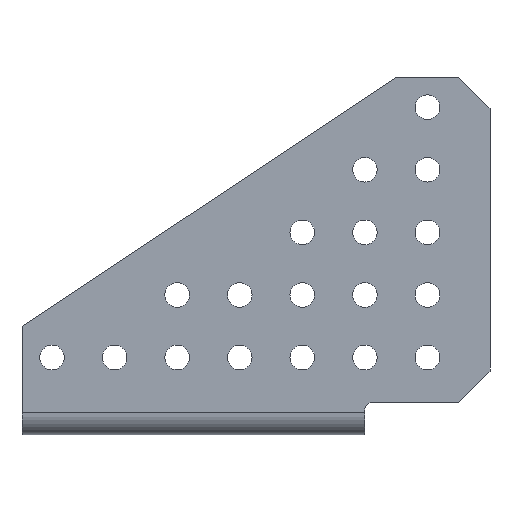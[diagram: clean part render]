
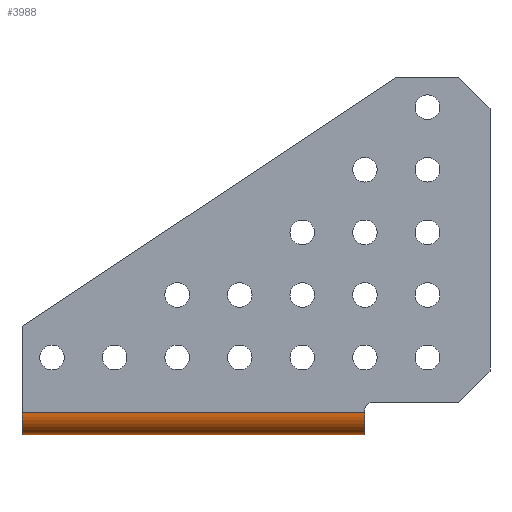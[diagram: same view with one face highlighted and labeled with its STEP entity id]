
A CAD part, left-side view. The second image highlights one B-rep face of the part: STEP entity #3988.
In plain terms, the highlighted cylindrical face has radius 4.5 mm (diameter 9 mm), a partial arc.
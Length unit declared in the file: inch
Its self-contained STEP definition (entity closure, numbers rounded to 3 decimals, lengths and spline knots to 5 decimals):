
#64 = ORIENTED_EDGE ( 'NONE', *, *, #1248, .F. ) ;
#470 = CARTESIAN_POINT ( 'NONE',  ( -1.11811, 0., 0.17717 ) ) ;
#525 = DIRECTION ( 'NONE',  ( 0., 1., 0. ) ) ;
#618 = ORIENTED_EDGE ( 'NONE', *, *, #2688, .T. ) ;
#632 = CARTESIAN_POINT ( 'NONE',  ( -0.94094, -2.5, 0.17717 ) ) ;
#895 = EDGE_LOOP ( 'NONE', ( #64, #618, #1295, #3599 ) ) ;
#1018 = DIRECTION ( 'NONE',  ( 0., 1., 0. ) ) ;
#1248 = EDGE_CURVE ( 'NONE', #5668, #4610, #4403, .T. ) ;
#1295 = ORIENTED_EDGE ( 'NONE', *, *, #3509, .F. ) ;
#1369 = LINE ( 'NONE', #4764, #3964 ) ;
#1374 = VECTOR ( 'NONE', #5659, 39.37008 ) ;
#1486 = CARTESIAN_POINT ( 'NONE',  ( -0.94094, 1.24, 0. ) ) ;
#1569 = DIRECTION ( 'NONE',  ( -1., 0., 0. ) ) ;
#1604 = CARTESIAN_POINT ( 'NONE',  ( -0.94094, 1.24, 0.17717 ) ) ;
#1668 = CARTESIAN_POINT ( 'NONE',  ( -0.94094, -1.5, 0.17717 ) ) ;
#1881 = CARTESIAN_POINT ( 'NONE',  ( -1.11811, 1.24, 0.17717 ) ) ;
#1930 = AXIS2_PLACEMENT_3D ( 'NONE', #1668, #5131, #2502 ) ;
#1973 = DIRECTION ( 'NONE',  ( 0., -1., 0. ) ) ;
#2502 = DIRECTION ( 'NONE',  ( -1., 0., 0. ) ) ;
#2688 = EDGE_CURVE ( 'NONE', #5668, #5342, #4421, .T. ) ;
#2771 = VERTEX_POINT ( 'NONE', #1486 ) ;
#2900 = DIRECTION ( 'NONE',  ( 0., 0., -1. ) ) ;
#3031 = CARTESIAN_POINT ( 'NONE',  ( -1.11811, -1.5, 0.17717 ) ) ;
#3162 = AXIS2_PLACEMENT_3D ( 'NONE', #632, #1973, #1569 ) ;
#3474 = EDGE_CURVE ( 'NONE', #4610, #2771, #1369, .T. ) ;
#3509 = EDGE_CURVE ( 'NONE', #2771, #5342, #5435, .T. ) ;
#3599 = ORIENTED_EDGE ( 'NONE', *, *, #3474, .F. ) ;
#3964 = VECTOR ( 'NONE', #525, 39.37008 ) ;
#3988 = ADVANCED_FACE ( 'NONE', ( #4605 ), #4573, .T. ) ;
#4192 = CARTESIAN_POINT ( 'NONE',  ( -0.94094, -1.5, 0. ) ) ;
#4403 = CIRCLE ( 'NONE', #1930, 0.17717 ) ;
#4421 = LINE ( 'NONE', #470, #1374 ) ;
#4573 = CYLINDRICAL_SURFACE ( 'NONE', #3162, 0.17717 ) ;
#4605 = FACE_OUTER_BOUND ( 'NONE', #895, .T. ) ;
#4610 = VERTEX_POINT ( 'NONE', #4192 ) ;
#4764 = CARTESIAN_POINT ( 'NONE',  ( -0.94094, -2.5, 0. ) ) ;
#4968 = AXIS2_PLACEMENT_3D ( 'NONE', #1604, #1018, #2900 ) ;
#5131 = DIRECTION ( 'NONE',  ( 0., -1., 0. ) ) ;
#5342 = VERTEX_POINT ( 'NONE', #1881 ) ;
#5435 = CIRCLE ( 'NONE', #4968, 0.17717 ) ;
#5659 = DIRECTION ( 'NONE',  ( 0., 1., 0. ) ) ;
#5668 = VERTEX_POINT ( 'NONE', #3031 ) ;
